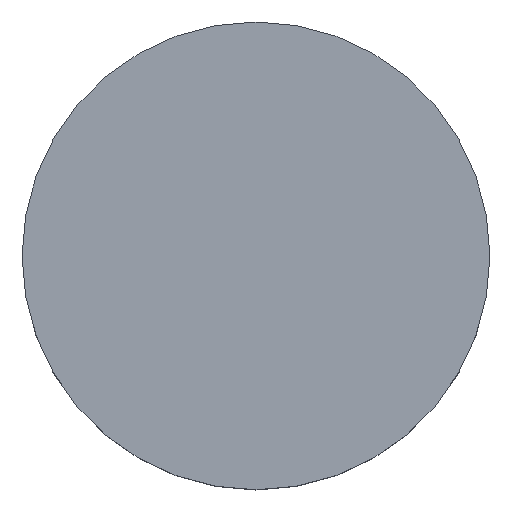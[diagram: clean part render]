
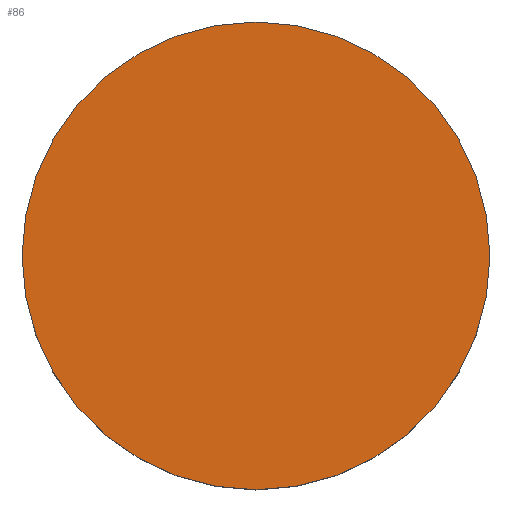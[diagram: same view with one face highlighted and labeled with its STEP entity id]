
A CAD part, top view. The second image highlights one B-rep face of the part: STEP entity #86.
In plain terms, the highlighted planar face has unit normal (0, 0, 1).
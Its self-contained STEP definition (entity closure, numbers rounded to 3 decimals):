
#9 = PLANE ( 'NONE',  #160 ) ;
#17 = EDGE_LOOP ( 'NONE', ( #68, #117 ) ) ;
#23 = DIRECTION ( 'NONE',  ( 0., 0., 1. ) ) ;
#24 = CARTESIAN_POINT ( 'NONE',  ( 0., 0., 3.175 ) ) ;
#36 = DIRECTION ( 'NONE',  ( 0., 0., 1. ) ) ;
#45 = VERTEX_POINT ( 'NONE', #113 ) ;
#52 = CARTESIAN_POINT ( 'NONE',  ( 0., 0., 3.175 ) ) ;
#53 = VERTEX_POINT ( 'NONE', #174 ) ;
#55 = DIRECTION ( 'NONE',  ( 1., 0., 0. ) ) ;
#64 = CARTESIAN_POINT ( 'NONE',  ( 0., 0., 3.175 ) ) ;
#68 = ORIENTED_EDGE ( 'NONE', *, *, #82, .T. ) ;
#70 = EDGE_CURVE ( 'NONE', #53, #45, #137, .T. ) ;
#82 = EDGE_CURVE ( 'NONE', #45, #53, #128, .T. ) ;
#86 = ADVANCED_FACE ( 'NONE', ( #131 ), #9, .T. ) ;
#101 = DIRECTION ( 'NONE',  ( 0., 0., 1. ) ) ;
#103 = AXIS2_PLACEMENT_3D ( 'NONE', #52, #36, #156 ) ;
#106 = AXIS2_PLACEMENT_3D ( 'NONE', #24, #23, #157 ) ;
#113 = CARTESIAN_POINT ( 'NONE',  ( -12.7, 0., 3.175 ) ) ;
#117 = ORIENTED_EDGE ( 'NONE', *, *, #70, .T. ) ;
#128 = CIRCLE ( 'NONE', #106, 12.7 ) ;
#131 = FACE_OUTER_BOUND ( 'NONE', #17, .T. ) ;
#137 = CIRCLE ( 'NONE', #103, 12.7 ) ;
#156 = DIRECTION ( 'NONE',  ( 1., 0., 0. ) ) ;
#157 = DIRECTION ( 'NONE',  ( 1., 0., 0. ) ) ;
#160 = AXIS2_PLACEMENT_3D ( 'NONE', #64, #101, #55 ) ;
#174 = CARTESIAN_POINT ( 'NONE',  ( 12.7, 0., 3.175 ) ) ;
